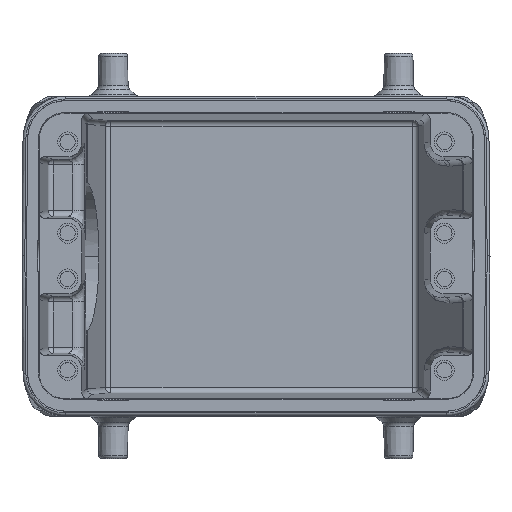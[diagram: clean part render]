
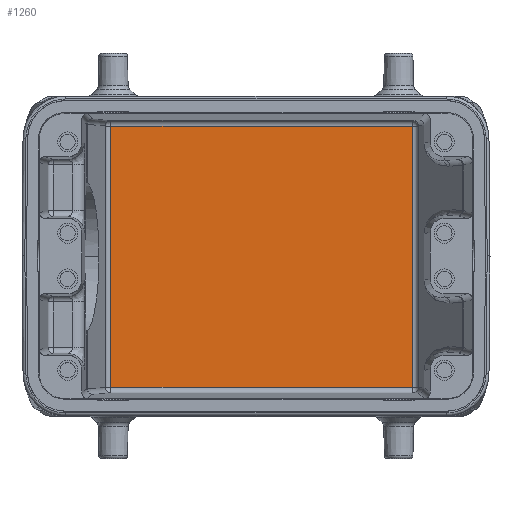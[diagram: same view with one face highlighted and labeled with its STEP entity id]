
A CAD part, top view. The second image highlights one B-rep face of the part: STEP entity #1260.
In plain terms, the highlighted planar face has unit normal (0, 0, 1).
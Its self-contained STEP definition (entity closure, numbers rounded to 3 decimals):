
#420=PLANE('',#9584);
#1260=ADVANCED_FACE('',(#1937),#420,.T.);
#1937=FACE_OUTER_BOUND('',#2486,.T.);
#2486=EDGE_LOOP('',(#5141,#5142,#5143,#5144));
#5141=ORIENTED_EDGE('',*,*,#7431,.F.);
#5142=ORIENTED_EDGE('',*,*,#7332,.F.);
#5143=ORIENTED_EDGE('',*,*,#7335,.T.);
#5144=ORIENTED_EDGE('',*,*,#7430,.T.);
#6002=VERTEX_POINT('',#15801);
#6122=VERTEX_POINT('',#17056);
#6123=VERTEX_POINT('',#17058);
#6173=VERTEX_POINT('',#17316);
#7332=EDGE_CURVE('',#6122,#6123,#8110,.T.);
#7335=EDGE_CURVE('',#6122,#6002,#8111,.T.);
#7430=EDGE_CURVE('',#6002,#6173,#8170,.T.);
#7431=EDGE_CURVE('',#6123,#6173,#8171,.T.);
#8110=LINE('',#17057,#8812);
#8111=LINE('',#17063,#8813);
#8170=LINE('',#17319,#8872);
#8171=LINE('',#17321,#8873);
#8812=VECTOR('',#11458,1.);
#8813=VECTOR('',#11467,1.);
#8872=VECTOR('',#11648,1.);
#8873=VECTOR('',#11651,1.);
#9584=AXIS2_PLACEMENT_3D('',#17322,#11652,#11653);
#11458=DIRECTION('',(0.,1.,0.));
#11467=DIRECTION('',(1.,0.,0.));
#11648=DIRECTION('',(0.,1.,0.));
#11651=DIRECTION('',(1.,0.,0.));
#11652=DIRECTION('',(0.,0.,1.));
#11653=DIRECTION('',(1.,0.,0.));
#15801=CARTESIAN_POINT('',(27.482,-22.891,-74.86));
#17056=CARTESIAN_POINT('',(-25.424,-22.891,-74.86));
#17057=CARTESIAN_POINT('',(-25.424,-22.891,-74.86));
#17058=CARTESIAN_POINT('',(-25.424,22.891,-74.86));
#17063=CARTESIAN_POINT('',(-25.424,-22.891,-74.86));
#17316=CARTESIAN_POINT('',(27.482,22.891,-74.86));
#17319=CARTESIAN_POINT('',(27.482,-22.891,-74.86));
#17321=CARTESIAN_POINT('',(-25.424,22.891,-74.86));
#17322=CARTESIAN_POINT('',(-30.759,-28.,-74.86));
